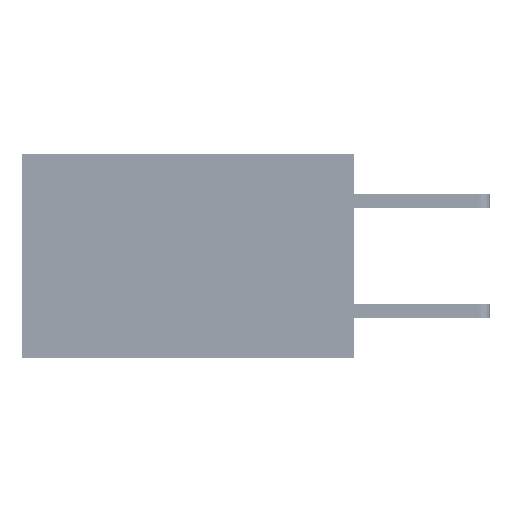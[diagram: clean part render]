
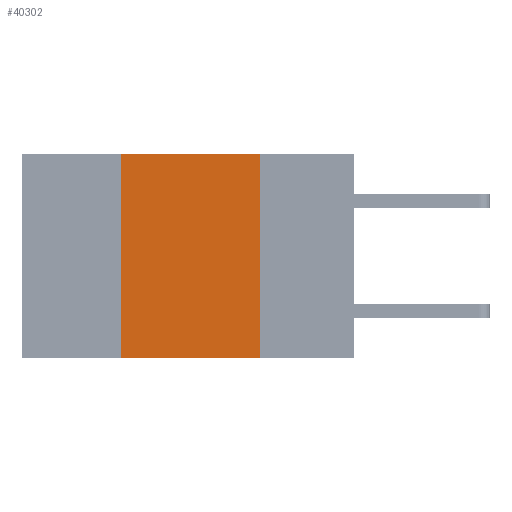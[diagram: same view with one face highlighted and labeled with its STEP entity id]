
A CAD part, left-side view. The second image highlights one B-rep face of the part: STEP entity #40302.
In plain terms, the highlighted planar face has unit normal (-1, 0, 0).
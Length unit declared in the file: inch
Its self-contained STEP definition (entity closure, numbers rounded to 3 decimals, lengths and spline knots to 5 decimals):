
#109 = VECTOR ( 'NONE', #2217, 39.37008 ) ;
#130 = VERTEX_POINT ( 'NONE', #19119 ) ;
#2217 = DIRECTION ( 'NONE',  ( 0., -1., 0. ) ) ;
#5060 = VECTOR ( 'NONE', #23568, 39.37008 ) ;
#5840 = ORIENTED_EDGE ( 'NONE', *, *, #14457, .F. ) ;
#6613 = LINE ( 'NONE', #27370, #5060 ) ;
#7898 = EDGE_LOOP ( 'NONE', ( #18928, #5840, #17559, #9954 ) ) ;
#9846 = VERTEX_POINT ( 'NONE', #20003 ) ;
#9954 = ORIENTED_EDGE ( 'NONE', *, *, #22989, .T. ) ;
#10733 = PLANE ( 'NONE',  #21342 ) ;
#11544 = LINE ( 'NONE', #18688, #24730 ) ;
#12284 = LINE ( 'NONE', #12513, #109 ) ;
#12305 = EDGE_CURVE ( 'NONE', #9846, #19925, #36178, .T. ) ;
#12513 = CARTESIAN_POINT ( 'NONE',  ( 0., 0.6, -0.37 ) ) ;
#12812 = CARTESIAN_POINT ( 'NONE',  ( 0., 0.6, 0. ) ) ;
#14457 = EDGE_CURVE ( 'NONE', #19925, #25724, #11544, .T. ) ;
#16608 = DIRECTION ( 'NONE',  ( 1., 0., 0. ) ) ;
#17081 = CARTESIAN_POINT ( 'NONE',  ( 0., 0.42, 0. ) ) ;
#17559 = ORIENTED_EDGE ( 'NONE', *, *, #12305, .F. ) ;
#18688 = CARTESIAN_POINT ( 'NONE',  ( 0., 0.6, 0. ) ) ;
#18928 = ORIENTED_EDGE ( 'NONE', *, *, #36337, .F. ) ;
#19119 = CARTESIAN_POINT ( 'NONE',  ( 0., 0.17, -0.37 ) ) ;
#19925 = VERTEX_POINT ( 'NONE', #17081 ) ;
#20003 = CARTESIAN_POINT ( 'NONE',  ( 0., 0.42, -0.37 ) ) ;
#21342 = AXIS2_PLACEMENT_3D ( 'NONE', #12812, #16608, #29757 ) ;
#22989 = EDGE_CURVE ( 'NONE', #9846, #130, #12284, .T. ) ;
#23568 = DIRECTION ( 'NONE',  ( 0., 0., -1. ) ) ;
#24730 = VECTOR ( 'NONE', #42345, 39.37008 ) ;
#25724 = VERTEX_POINT ( 'NONE', #43934 ) ;
#27370 = CARTESIAN_POINT ( 'NONE',  ( 0., 0.17, 0. ) ) ;
#29757 = DIRECTION ( 'NONE',  ( 0., 0., -1. ) ) ;
#32393 = CARTESIAN_POINT ( 'NONE',  ( 0., 0.42, 0. ) ) ;
#36178 = LINE ( 'NONE', #32393, #38902 ) ;
#36337 = EDGE_CURVE ( 'NONE', #25724, #130, #6613, .T. ) ;
#38902 = VECTOR ( 'NONE', #42448, 39.37008 ) ;
#40302 = ADVANCED_FACE ( 'NONE', ( #41305 ), #10733, .F. ) ;
#41305 = FACE_OUTER_BOUND ( 'NONE', #7898, .T. ) ;
#42345 = DIRECTION ( 'NONE',  ( 0., -1., 0. ) ) ;
#42448 = DIRECTION ( 'NONE',  ( 0., 0., 1. ) ) ;
#43934 = CARTESIAN_POINT ( 'NONE',  ( 0., 0.17, 0. ) ) ;
